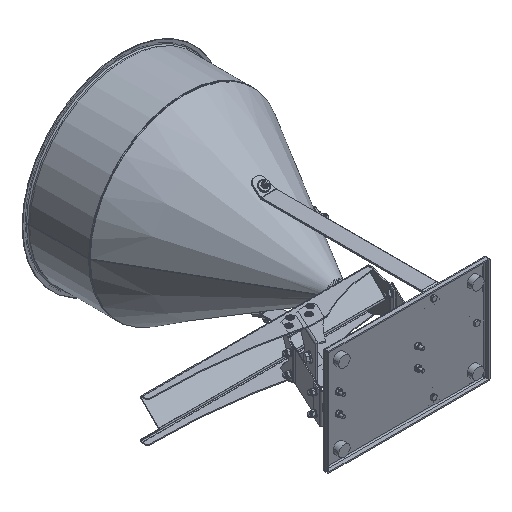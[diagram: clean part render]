
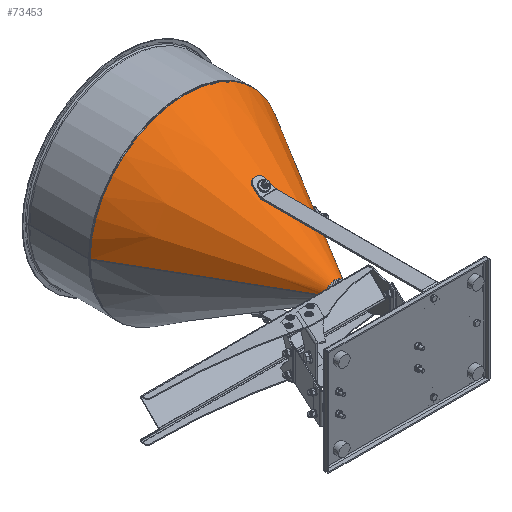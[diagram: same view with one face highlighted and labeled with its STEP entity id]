
A CAD part, isometric view. The second image highlights one B-rep face of the part: STEP entity #73453.
In plain terms, the highlighted conical face has half-angle 29.915 degrees and reference radius 25 mm.
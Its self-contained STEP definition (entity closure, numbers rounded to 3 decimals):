
#43827 = DIRECTION ( 'NONE',  ( -0.499, 0.867, 0. ) ) ;
#43828 = VECTOR ( 'NONE', #43827, 1000. ) ;
#43829 = CARTESIAN_POINT ( 'NONE',  ( -25., 271., 0. ) ) ;
#43830 = LINE ( 'NONE', #43829, #43828 ) ;
#43895 = LINE ( 'NONE', #43981, #43980 ) ;
#43899 = CARTESIAN_POINT ( 'NONE',  ( 0., 271., 0. ) ) ;
#43920 = CARTESIAN_POINT ( 'NONE',  ( -25., 271., 0. ) ) ;
#43922 = CARTESIAN_POINT ( 'NONE',  ( 25., 271., 0. ) ) ;
#43979 = DIRECTION ( 'NONE',  ( 0.499, 0.867, 0. ) ) ;
#43980 = VECTOR ( 'NONE', #43979, 1000. ) ;
#43981 = CARTESIAN_POINT ( 'NONE',  ( 25., 271., 0. ) ) ;
#43995 = DIRECTION ( 'NONE',  ( -1., 0., 0. ) ) ;
#43997 = DIRECTION ( 'NONE',  ( 0., -1., 0. ) ) ;
#43999 = AXIS2_PLACEMENT_3D ( 'NONE', #43899, #43997, #43995 ) ;
#44000 = CIRCLE ( 'NONE', #43999, 25. ) ;
#44079 = DIRECTION ( 'NONE',  ( -1., 0., 0. ) ) ;
#44080 = DIRECTION ( 'NONE',  ( 0., -1., 0. ) ) ;
#44081 = CARTESIAN_POINT ( 'NONE',  ( 0., 667.842, 0. ) ) ;
#44082 = AXIS2_PLACEMENT_3D ( 'NONE', #44081, #44080, #44079 ) ;
#44090 = DIRECTION ( 'NONE',  ( 1., 0., 0. ) ) ;
#44091 = DIRECTION ( 'NONE',  ( 0., 1., 0. ) ) ;
#44104 = CARTESIAN_POINT ( 'NONE',  ( 0., 271., 0. ) ) ;
#44106 = AXIS2_PLACEMENT_3D ( 'NONE', #44104, #44091, #44090 ) ;
#44111 = FACE_OUTER_BOUND ( 'NONE', #73484, .T. ) ;
#44117 = CONICAL_SURFACE ( 'NONE', #44106, 25., 0.522 ) ;
#44120 = CIRCLE ( 'NONE', #44082, 253.334 ) ;
#49409 = CARTESIAN_POINT ( 'NONE',  ( -253.334, 667.842, 0. ) ) ;
#49671 = CARTESIAN_POINT ( 'NONE',  ( 253.334, 667.842, 0. ) ) ;
#73418 = EDGE_CURVE ( 'NONE', #73432, #74746, #43830, .T. ) ;
#73429 = VERTEX_POINT ( 'NONE', #43922 ) ;
#73432 = VERTEX_POINT ( 'NONE', #43920 ) ;
#73438 = EDGE_CURVE ( 'NONE', #73429, #73432, #44000, .T. ) ;
#73443 = EDGE_CURVE ( 'NONE', #73429, #74807, #43895, .T. ) ;
#73453 = ADVANCED_FACE ( 'NONE', ( #44111 ), #44117, .T. ) ;
#73454 = ORIENTED_EDGE ( 'NONE', *, *, #73443, .T. ) ;
#73455 = ORIENTED_EDGE ( 'NONE', *, *, #73418, .F. ) ;
#73457 = ORIENTED_EDGE ( 'NONE', *, *, #73438, .F. ) ;
#73458 = EDGE_CURVE ( 'NONE', #74807, #74746, #44120, .T. ) ;
#73459 = ORIENTED_EDGE ( 'NONE', *, *, #73458, .T. ) ;
#73484 = EDGE_LOOP ( 'NONE', ( #73455, #73457, #73454, #73459 ) ) ;
#74746 = VERTEX_POINT ( 'NONE', #49409 ) ;
#74807 = VERTEX_POINT ( 'NONE', #49671 ) ;
